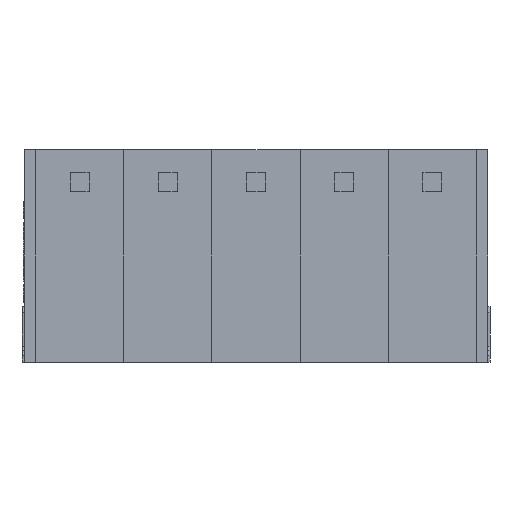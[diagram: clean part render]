
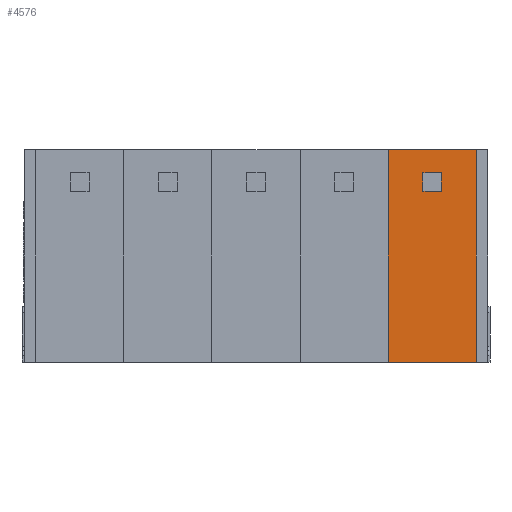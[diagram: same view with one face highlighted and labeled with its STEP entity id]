
A CAD part, front view. The second image highlights one B-rep face of the part: STEP entity #4576.
In plain terms, the highlighted face is planar.
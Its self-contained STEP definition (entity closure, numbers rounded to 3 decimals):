
#309 = LINE ( 'NONE', #11165, #14896 ) ;
#472 = CARTESIAN_POINT ( 'NONE',  ( -1.905, 4.6, -3.7 ) ) ;
#1167 = VECTOR ( 'NONE', #7889, 1000. ) ;
#1848 = PLANE ( 'NONE',  #15793 ) ;
#1902 = LINE ( 'NONE', #7300, #5813 ) ;
#1978 = EDGE_LOOP ( 'NONE', ( #13696, #3467, #3940, #12901 ) ) ;
#2179 = EDGE_CURVE ( 'NONE', #6196, #13359, #13107, .T. ) ;
#2966 = CARTESIAN_POINT ( 'NONE',  ( -0.4, -3.2, -3.7 ) ) ;
#3234 = DIRECTION ( 'NONE',  ( 0., 0., 1. ) ) ;
#3242 = LINE ( 'NONE', #15760, #1167 ) ;
#3245 = VECTOR ( 'NONE', #13328, 1000. ) ;
#3467 = ORIENTED_EDGE ( 'NONE', *, *, #3784, .F. ) ;
#3594 = FACE_BOUND ( 'NONE', #6233, .T. ) ;
#3608 = VECTOR ( 'NONE', #9598, 1000. ) ;
#3774 = CARTESIAN_POINT ( 'NONE',  ( -1.905, 0., -3.7 ) ) ;
#3784 = EDGE_CURVE ( 'NONE', #15133, #13359, #10211, .T. ) ;
#3864 = VERTEX_POINT ( 'NONE', #472 ) ;
#3940 = ORIENTED_EDGE ( 'NONE', *, *, #5415, .F. ) ;
#3952 = EDGE_CURVE ( 'NONE', #5316, #7454, #309, .T. ) ;
#4254 = EDGE_CURVE ( 'NONE', #5316, #14397, #14666, .T. ) ;
#4576 = ADVANCED_FACE ( 'NONE', ( #3594, #14433 ), #1848, .F. ) ;
#5016 = CARTESIAN_POINT ( 'NONE',  ( -0.4, -2.8, -3.7 ) ) ;
#5124 = DIRECTION ( 'NONE',  ( 0., -1., 0. ) ) ;
#5316 = VERTEX_POINT ( 'NONE', #11330 ) ;
#5415 = EDGE_CURVE ( 'NONE', #3864, #15133, #11337, .T. ) ;
#5813 = VECTOR ( 'NONE', #16452, 1000. ) ;
#6196 = VERTEX_POINT ( 'NONE', #13487 ) ;
#6233 = EDGE_LOOP ( 'NONE', ( #9040, #10039, #7663, #7993 ) ) ;
#7045 = DIRECTION ( 'NONE',  ( 0., -1., 0. ) ) ;
#7300 = CARTESIAN_POINT ( 'NONE',  ( 17.63, 4.6, -3.7 ) ) ;
#7332 = DIRECTION ( 'NONE',  ( 0., -1., 0. ) ) ;
#7454 = VERTEX_POINT ( 'NONE', #5016 ) ;
#7532 = LINE ( 'NONE', #2966, #11803 ) ;
#7663 = ORIENTED_EDGE ( 'NONE', *, *, #16019, .F. ) ;
#7889 = DIRECTION ( 'NONE',  ( -1., 0., 0. ) ) ;
#7993 = ORIENTED_EDGE ( 'NONE', *, *, #4254, .F. ) ;
#8072 = VECTOR ( 'NONE', #5124, 1000. ) ;
#8358 = DIRECTION ( 'NONE',  ( -1., 0., 0. ) ) ;
#8404 = CARTESIAN_POINT ( 'NONE',  ( 1.905, 4.6, -3.7 ) ) ;
#8537 = VERTEX_POINT ( 'NONE', #16802 ) ;
#8722 = CARTESIAN_POINT ( 'NONE',  ( -1.905, -4.6, -3.7 ) ) ;
#9040 = ORIENTED_EDGE ( 'NONE', *, *, #3952, .T. ) ;
#9598 = DIRECTION ( 'NONE',  ( 0., -1., 0. ) ) ;
#10039 = ORIENTED_EDGE ( 'NONE', *, *, #14267, .T. ) ;
#10211 = LINE ( 'NONE', #10702, #3245 ) ;
#10335 = CARTESIAN_POINT ( 'NONE',  ( 1.905, -4.6, -3.7 ) ) ;
#10702 = CARTESIAN_POINT ( 'NONE',  ( -17.63, -4.6, -3.7 ) ) ;
#10796 = CARTESIAN_POINT ( 'NONE',  ( 0.4, 0., -3.7 ) ) ;
#11093 = CARTESIAN_POINT ( 'NONE',  ( 0., 0., -3.7 ) ) ;
#11165 = CARTESIAN_POINT ( 'NONE',  ( -0.4, -2.8, -3.7 ) ) ;
#11330 = CARTESIAN_POINT ( 'NONE',  ( 0.4, -2.8, -3.7 ) ) ;
#11337 = LINE ( 'NONE', #3774, #8072 ) ;
#11803 = VECTOR ( 'NONE', #7045, 1000. ) ;
#12901 = ORIENTED_EDGE ( 'NONE', *, *, #14897, .F. ) ;
#13107 = LINE ( 'NONE', #8404, #15360 ) ;
#13328 = DIRECTION ( 'NONE',  ( 1., 0., 0. ) ) ;
#13359 = VERTEX_POINT ( 'NONE', #10335 ) ;
#13487 = CARTESIAN_POINT ( 'NONE',  ( 1.905, 4.6, -3.7 ) ) ;
#13696 = ORIENTED_EDGE ( 'NONE', *, *, #2179, .T. ) ;
#13734 = CARTESIAN_POINT ( 'NONE',  ( 0.4, -3.6, -3.7 ) ) ;
#14267 = EDGE_CURVE ( 'NONE', #7454, #8537, #7532, .T. ) ;
#14397 = VERTEX_POINT ( 'NONE', #13734 ) ;
#14433 = FACE_OUTER_BOUND ( 'NONE', #1978, .T. ) ;
#14666 = LINE ( 'NONE', #10796, #3608 ) ;
#14896 = VECTOR ( 'NONE', #8358, 1000. ) ;
#14897 = EDGE_CURVE ( 'NONE', #6196, #3864, #1902, .T. ) ;
#15133 = VERTEX_POINT ( 'NONE', #8722 ) ;
#15360 = VECTOR ( 'NONE', #7332, 1000. ) ;
#15760 = CARTESIAN_POINT ( 'NONE',  ( -0.4, -3.6, -3.7 ) ) ;
#15793 = AXIS2_PLACEMENT_3D ( 'NONE', #11093, #3234, #16076 ) ;
#16019 = EDGE_CURVE ( 'NONE', #14397, #8537, #3242, .T. ) ;
#16076 = DIRECTION ( 'NONE',  ( 1., 0., 0. ) ) ;
#16452 = DIRECTION ( 'NONE',  ( -1., 0., 0. ) ) ;
#16802 = CARTESIAN_POINT ( 'NONE',  ( -0.4, -3.6, -3.7 ) ) ;
